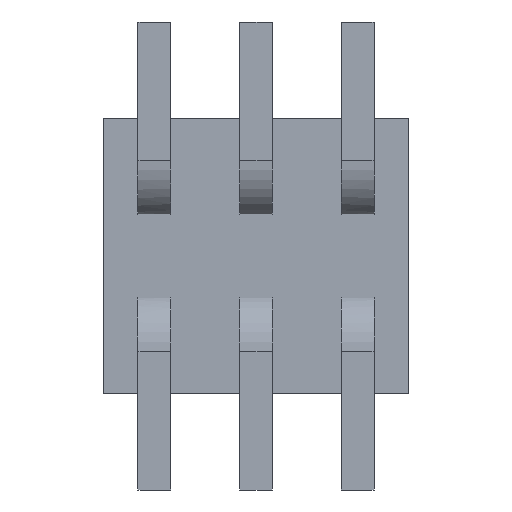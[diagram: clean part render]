
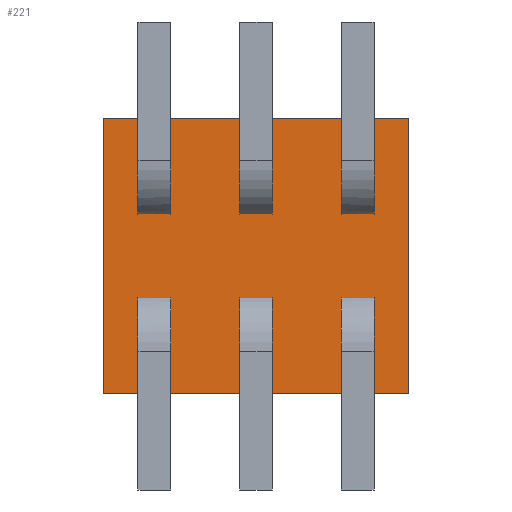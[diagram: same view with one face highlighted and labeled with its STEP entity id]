
A CAD part, front view. The second image highlights one B-rep face of the part: STEP entity #221.
In plain terms, the highlighted planar face has unit normal (0, -1, 0).
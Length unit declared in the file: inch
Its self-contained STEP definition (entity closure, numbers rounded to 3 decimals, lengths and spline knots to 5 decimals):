
#221 = ADVANCED_FACE( '', ( #474 ), #475, .F. );
#474 = FACE_OUTER_BOUND( '', #776, .T. );
#475 = PLANE( '', #777 );
#776 = EDGE_LOOP( '', ( #1202, #1203, #1204, #1205 ) );
#777 = AXIS2_PLACEMENT_3D( '', #1206, #1207, #1208 );
#1202 = ORIENTED_EDGE( '', *, *, #2001, .F. );
#1203 = ORIENTED_EDGE( '', *, *, #1964, .F. );
#1204 = ORIENTED_EDGE( '', *, *, #2002, .F. );
#1205 = ORIENTED_EDGE( '', *, *, #2003, .F. );
#1206 = CARTESIAN_POINT( '', ( 0., 0., 0. ) );
#1207 = DIRECTION( '', ( 0., 1., 0. ) );
#1208 = DIRECTION( '', ( 0., 0., 1. ) );
#1964 = EDGE_CURVE( '', #2366, #2367, #2368, .T. );
#2001 = EDGE_CURVE( '', #2367, #2428, #2429, .T. );
#2002 = EDGE_CURVE( '', #2430, #2366, #2431, .T. );
#2003 = EDGE_CURVE( '', #2428, #2430, #2432, .T. );
#2366 = VERTEX_POINT( '', #2922 );
#2367 = VERTEX_POINT( '', #2923 );
#2368 = LINE( '', #2924, #2925 );
#2428 = VERTEX_POINT( '', #3012 );
#2429 = LINE( '', #3013, #3014 );
#2430 = VERTEX_POINT( '', #3015 );
#2431 = LINE( '', #3016, #3017 );
#2432 = LINE( '', #3018, #3019 );
#2922 = CARTESIAN_POINT( '', ( 0.075, 0., -0.0675 ) );
#2923 = CARTESIAN_POINT( '', ( -0.075, 0., -0.0675 ) );
#2924 = CARTESIAN_POINT( '', ( 0.075, 0., -0.0675 ) );
#2925 = VECTOR( '', #3527, 39.37008 );
#3012 = CARTESIAN_POINT( '', ( -0.075, 0., 0.0675 ) );
#3013 = CARTESIAN_POINT( '', ( -0.075, 0., -0.0675 ) );
#3014 = VECTOR( '', #3564, 39.37008 );
#3015 = CARTESIAN_POINT( '', ( 0.075, 0., 0.0675 ) );
#3016 = CARTESIAN_POINT( '', ( 0.075, 0., 0.0675 ) );
#3017 = VECTOR( '', #3565, 39.37008 );
#3018 = CARTESIAN_POINT( '', ( -0.075, 0., 0.0675 ) );
#3019 = VECTOR( '', #3566, 39.37008 );
#3527 = DIRECTION( '', ( -1., 0., 0. ) );
#3564 = DIRECTION( '', ( 0., 0., 1. ) );
#3565 = DIRECTION( '', ( 0., 0., -1. ) );
#3566 = DIRECTION( '', ( 1., 0., 0. ) );
